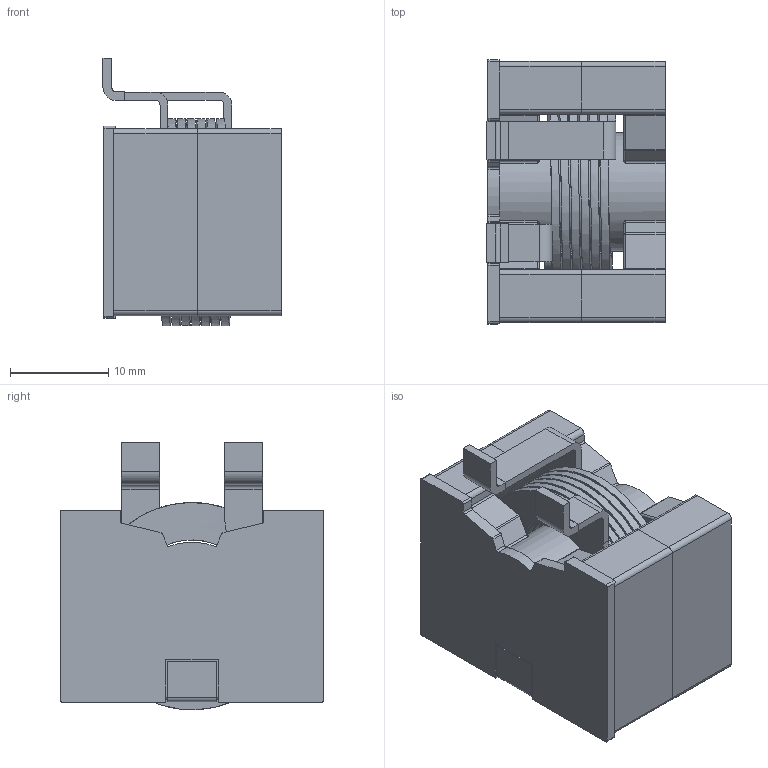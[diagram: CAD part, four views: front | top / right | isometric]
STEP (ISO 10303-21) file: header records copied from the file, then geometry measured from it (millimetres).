
FILE_DESCRIPTION((''),'2;1');
FILE_NAME('ASM0001_ASM','2017-04-21T',('SandyS'),(''),'CREO PARAMETRIC BY PTC INC, 2014190','CREO PARAMETRIC BY PTC INC, 2014190','');
FILE_SCHEMA(('AUTOMOTIVE_DESIGN { 1 0 10303 214 1 1 1 1 }'));
Length unit declared in the file: millimetre
Products named in the file (5): BASE; PIN; PQ2614; COIL; ASM0001_ASM
Assembly tree (5 placements, depth 2):
  ASM0001_ASM
    BASE
    PIN
    PQ2614  x2
    COIL
Bounding box: 18.1 x 26.8 x 27.18 mm (x, y, z)
Volume: 7276.3 mm3; surface area: 8562.4 mm2
Topology: 5 solids, 5 shells, 288 faces, 750 edges, 474 vertices
Faces by surface type: plane 141, cylinder 115, torus 16, sphere 8, bspline 8
Entity records: 12920 total; most frequent: CARTESIAN_POINT 4400, DIRECTION 1174, ORIENTED_EDGE 1144, PRESENTATION_STYLE_ASSIGNMENT 672, STYLED_ITEM 652, CURVE_STYLE 572, EDGE_CURVE 572, AXIS2_PLACEMENT_3D 400
